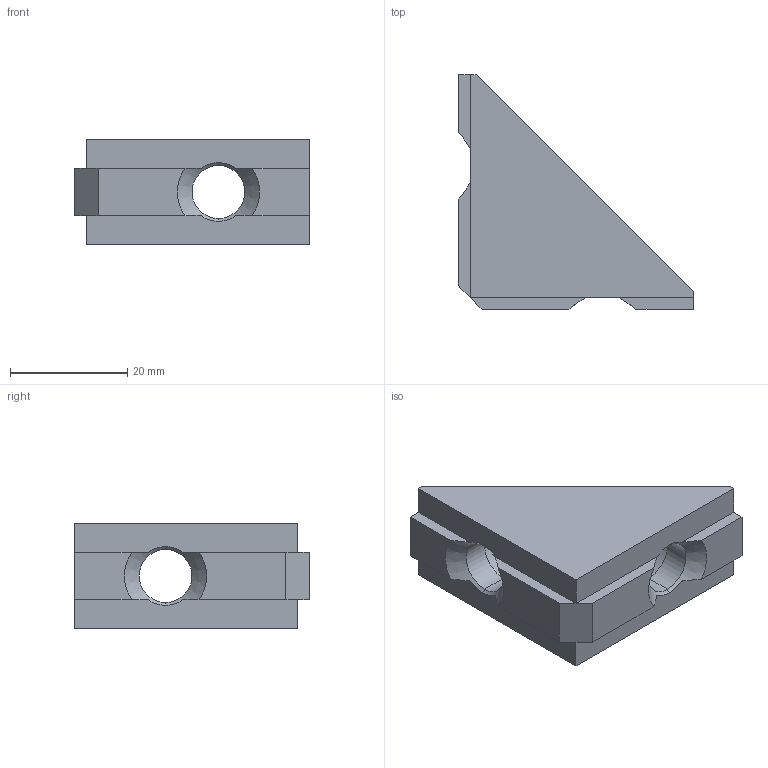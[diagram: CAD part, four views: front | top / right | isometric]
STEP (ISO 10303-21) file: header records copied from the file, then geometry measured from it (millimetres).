
FILE_DESCRIPTION (( 'STEP AP214' ), '1' );
FILE_NAME ('N1101.STEP', '2013-06-20T08:57:54', ( 'norcan' ), ( '' ), 'SwSTEP 2.0', 'SolidWorks 2011', '' );
FILE_SCHEMA (( 'AUTOMOTIVE_DESIGN' ));
Length unit declared in the file: millimetre
Products named in the file (1): N1101
Bounding box: 40 x 40 x 18 mm (x, y, z)
Volume: 10136.7 mm3; surface area: 5038.2 mm2
Topology: 1 solids, 1 shells, 36 faces, 97 edges, 62 vertices
Faces by surface type: plane 24, cylinder 8, cone 4
Entity records: 1583 total; most frequent: CARTESIAN_POINT 257, ORIENTED_EDGE 194, DIRECTION 180, EDGE_CURVE 97, VERTEX_POINT 62, AXIS2_PLACEMENT_3D 61, LINE 58, VECTOR 58
